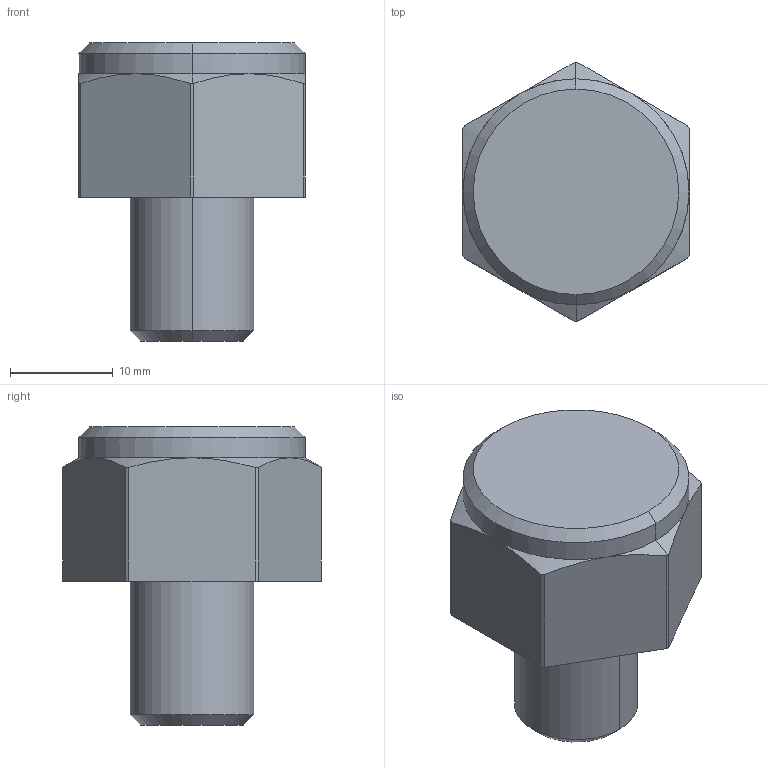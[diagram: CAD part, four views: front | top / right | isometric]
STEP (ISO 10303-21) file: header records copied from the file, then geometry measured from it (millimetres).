
FILE_DESCRIPTION(('STEP AP214'),'1');
FILE_NAME('HALDERN_EH_22690_0002.stp','2017-07-04T09:13:28',('TraceParts'),('TraceParts S.A.'),'Spatial InterOp 3D',' ',' ');
FILE_SCHEMA(('automotive_design'));
Length unit declared in the file: millimetre
Products named in the file (1): HALDERN_EH_22690_0002
Bounding box: 22 x 25.2 x 29 mm (x, y, z)
Volume: 7688.2 mm3; surface area: 2399 mm2
Topology: 1 solids, 1 shells, 37 faces, 84 edges, 50 vertices
Faces by surface type: plane 15, cone 12, cylinder 10
Entity records: 1340 total; most frequent: CARTESIAN_POINT 196, DIRECTION 186, ORIENTED_EDGE 168, EDGE_CURVE 84, AXIS2_PLACEMENT_3D 76, VERTEX_POINT 50, STYLED_ITEM 38, PRESENTATION_STYLE_ASSIGNMENT 38
